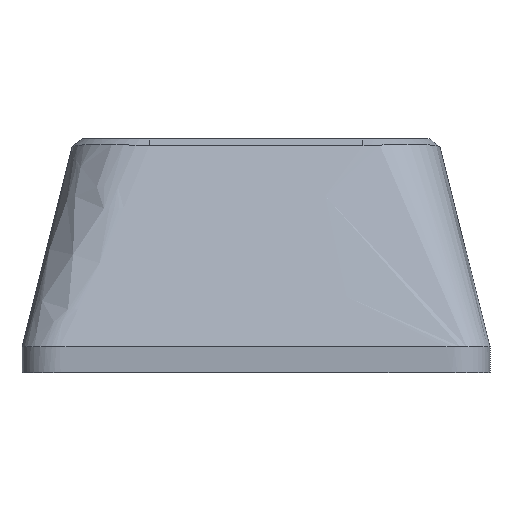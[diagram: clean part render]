
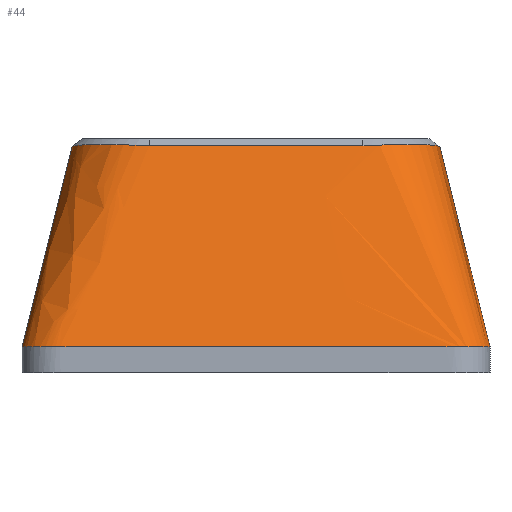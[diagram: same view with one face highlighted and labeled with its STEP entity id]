
A CAD part, front view. The second image highlights one B-rep face of the part: STEP entity #44.
In plain terms, the highlighted free-form (B-spline) face has degree [1, 2] with [2, 9] control points.
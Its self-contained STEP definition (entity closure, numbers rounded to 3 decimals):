
#44=ADVANCED_FACE('',(#98),#810,.T.);
#98=FACE_OUTER_BOUND('',#152,.T.);
#152=EDGE_LOOP('',(#305,#306,#307,#308,#309,#310,#311));
#305=ORIENTED_EDGE('',*,*,#575,.T.);
#306=ORIENTED_EDGE('',*,*,#535,.T.);
#307=ORIENTED_EDGE('',*,*,#534,.T.);
#308=ORIENTED_EDGE('',*,*,#533,.T.);
#309=ORIENTED_EDGE('',*,*,#532,.T.);
#310=ORIENTED_EDGE('',*,*,#524,.F.);
#311=ORIENTED_EDGE('',*,*,#574,.F.);
#524=EDGE_CURVE('',#775,#778,#614,.T.);
#532=EDGE_CURVE('',#780,#778,#693,.T.);
#533=EDGE_CURVE('',#781,#780,#694,.T.);
#534=EDGE_CURVE('',#782,#781,#695,.T.);
#535=EDGE_CURVE('',#783,#782,#696,.T.);
#574=EDGE_CURVE('',#805,#775,#623,.T.);
#575=EDGE_CURVE('',#805,#783,#624,.T.);
#614=(
BOUNDED_CURVE()
B_SPLINE_CURVE(1,(#1637,#1638),.UNSPECIFIED.,.F.,.F.)
B_SPLINE_CURVE_WITH_KNOTS((2,2),(1.,10.038),.UNSPECIFIED.)
CURVE()
GEOMETRIC_REPRESENTATION_ITEM()
RATIONAL_B_SPLINE_CURVE((1.,1.))
REPRESENTATION_ITEM('')
);
#623=(
BOUNDED_CURVE()
B_SPLINE_CURVE(2,(#1851,#1852,#1853,#1854,#1855,#1856,#1857,#1858,#1859),
 .UNSPECIFIED.,.F.,.F.)
B_SPLINE_CURVE_WITH_KNOTS((3,2,2,2,3),(-55.,-22.993,-18.557,
-4.436,0.),.UNSPECIFIED.)
CURVE()
GEOMETRIC_REPRESENTATION_ITEM()
RATIONAL_B_SPLINE_CURVE((1.,1.,1.,0.707,1.,1.,1.,0.707,
1.))
REPRESENTATION_ITEM('')
);
#624=(
BOUNDED_CURVE()
B_SPLINE_CURVE(1,(#1860,#1861),.UNSPECIFIED.,.F.,.F.)
B_SPLINE_CURVE_WITH_KNOTS((2,2),(1.,10.038),.UNSPECIFIED.)
CURVE()
GEOMETRIC_REPRESENTATION_ITEM()
RATIONAL_B_SPLINE_CURVE((1.,1.))
REPRESENTATION_ITEM('')
);
#693=B_SPLINE_CURVE_WITH_KNOTS('',3,(#1679,#1680,#1681,#1682,#1683),
 .UNSPECIFIED.,.F.,.F.,(4,1,4),(82.896,84.906,86.917),
 .UNSPECIFIED.);
#694=B_SPLINE_CURVE_WITH_KNOTS('',3,(#1684,#1685,#1686,#1687),
 .UNSPECIFIED.,.F.,.F.,(4,4),(74.669,82.896),
 .UNSPECIFIED.);
#695=B_SPLINE_CURVE_WITH_KNOTS('',3,(#1688,#1689,#1690,#1691,#1692),
 .UNSPECIFIED.,.F.,.F.,(4,1,4),(70.649,72.66,74.669),
 .UNSPECIFIED.);
#696=B_SPLINE_CURVE_WITH_KNOTS('',3,(#1693,#1694,#1695,#1696),
 .UNSPECIFIED.,.F.,.F.,(4,4),(43.384,70.649),
 .UNSPECIFIED.);
#775=VERTEX_POINT('',#1334);
#778=VERTEX_POINT('',#1337);
#780=VERTEX_POINT('',#1339);
#781=VERTEX_POINT('',#1340);
#782=VERTEX_POINT('',#1341);
#783=VERTEX_POINT('',#1342);
#805=VERTEX_POINT('',#1364);
#810=(
BOUNDED_SURFACE()
B_SPLINE_SURFACE(1,2,((#1179,#1180,#1181,#1182,#1183,#1184,#1185,#1186,
#1187),(#1188,#1189,#1190,#1191,#1192,#1193,#1194,#1195,#1196)),
 .UNSPECIFIED.,.F.,.F.,.F.)
B_SPLINE_SURFACE_WITH_KNOTS((2,2),(3,2,2,2,3),(1.,10.394),(-55.,
-22.993,-18.557,-4.436,0.),.UNSPECIFIED.)
GEOMETRIC_REPRESENTATION_ITEM()
RATIONAL_B_SPLINE_SURFACE(((1.,1.,1.,0.707,1.,1.,1.,0.707,
1.),(1.,1.,1.,0.707,1.,1.,1.,0.707,1.)))
REPRESENTATION_ITEM('')
SURFACE()
);
#1179=CARTESIAN_POINT('',(71.,-11.5,6.));
#1180=CARTESIAN_POINT('',(71.,-28.5,6.));
#1181=CARTESIAN_POINT('',(71.,-45.5,6.));
#1182=CARTESIAN_POINT('',(71.,-47.,6.));
#1183=CARTESIAN_POINT('',(69.5,-47.,6.));
#1184=CARTESIAN_POINT('',(62.,-47.,6.));
#1185=CARTESIAN_POINT('',(54.5,-47.,6.));
#1186=CARTESIAN_POINT('',(53.,-47.,6.));
#1187=CARTESIAN_POINT('',(53.,-45.5,6.));
#1188=CARTESIAN_POINT('',(69.,-14.,14.));
#1189=CARTESIAN_POINT('',(69.,-27.5,14.));
#1190=CARTESIAN_POINT('',(69.,-41.,14.));
#1191=CARTESIAN_POINT('',(69.,-44.,14.));
#1192=CARTESIAN_POINT('',(66.,-44.,14.));
#1193=CARTESIAN_POINT('',(62.,-44.,14.));
#1194=CARTESIAN_POINT('',(58.,-44.,14.));
#1195=CARTESIAN_POINT('',(55.,-44.,14.));
#1196=CARTESIAN_POINT('',(55.,-41.,14.));
#1334=CARTESIAN_POINT('',(53.,-45.5,6.));
#1337=CARTESIAN_POINT('',(54.924,-41.17,13.697));
#1339=CARTESIAN_POINT('',(57.886,-44.097,13.74));
#1340=CARTESIAN_POINT('',(66.114,-44.097,13.74));
#1341=CARTESIAN_POINT('',(69.076,-41.17,13.697));
#1342=CARTESIAN_POINT('',(69.076,-13.905,13.697));
#1364=CARTESIAN_POINT('',(71.,-11.5,6.));
#1637=CARTESIAN_POINT('',(53.,-45.5,6.));
#1638=CARTESIAN_POINT('',(54.924,-41.17,13.697));
#1679=CARTESIAN_POINT('',(57.886,-44.097,13.74));
#1680=CARTESIAN_POINT('',(57.115,-44.084,13.778));
#1681=CARTESIAN_POINT('',(55.625,-43.437,13.803));
#1682=CARTESIAN_POINT('',(54.938,-41.951,13.754));
#1683=CARTESIAN_POINT('',(54.924,-41.17,13.697));
#1684=CARTESIAN_POINT('',(66.114,-44.097,13.74));
#1685=CARTESIAN_POINT('',(63.371,-44.097,13.74));
#1686=CARTESIAN_POINT('',(60.629,-44.097,13.74));
#1687=CARTESIAN_POINT('',(57.886,-44.097,13.74));
#1688=CARTESIAN_POINT('',(69.076,-41.17,13.697));
#1689=CARTESIAN_POINT('',(69.062,-41.951,13.754));
#1690=CARTESIAN_POINT('',(68.375,-43.437,13.803));
#1691=CARTESIAN_POINT('',(66.885,-44.084,13.778));
#1692=CARTESIAN_POINT('',(66.114,-44.097,13.74));
#1693=CARTESIAN_POINT('',(69.076,-13.905,13.697));
#1694=CARTESIAN_POINT('',(69.076,-22.994,13.697));
#1695=CARTESIAN_POINT('',(69.076,-32.082,13.697));
#1696=CARTESIAN_POINT('',(69.076,-41.17,13.697));
#1851=CARTESIAN_POINT('',(71.,-11.5,6.));
#1852=CARTESIAN_POINT('',(71.,-28.5,6.));
#1853=CARTESIAN_POINT('',(71.,-45.5,6.));
#1854=CARTESIAN_POINT('',(71.,-47.,6.));
#1855=CARTESIAN_POINT('',(69.5,-47.,6.));
#1856=CARTESIAN_POINT('',(62.,-47.,6.));
#1857=CARTESIAN_POINT('',(54.5,-47.,6.));
#1858=CARTESIAN_POINT('',(53.,-47.,6.));
#1859=CARTESIAN_POINT('',(53.,-45.5,6.));
#1860=CARTESIAN_POINT('',(71.,-11.5,6.));
#1861=CARTESIAN_POINT('',(69.076,-13.905,13.697));
